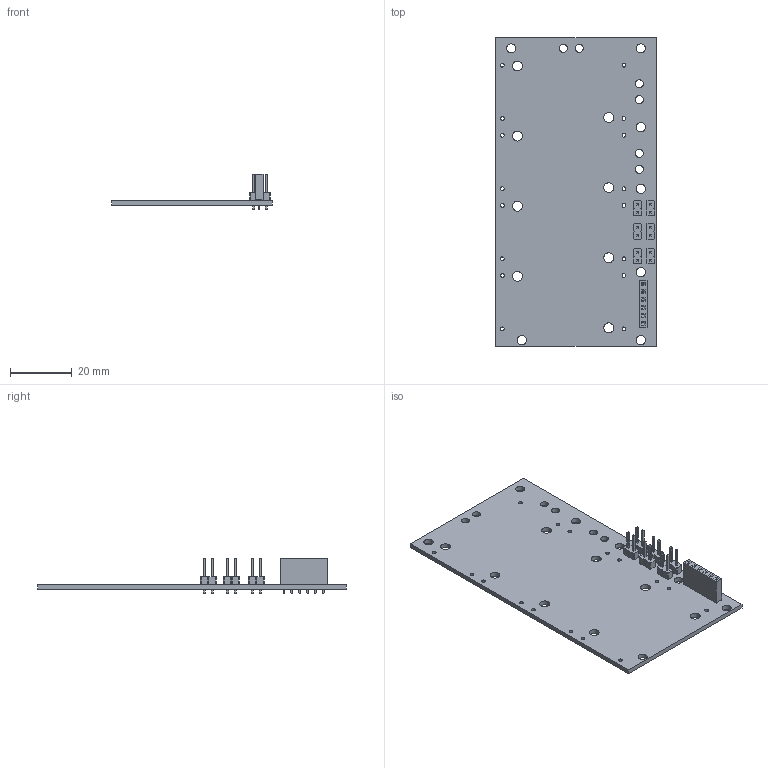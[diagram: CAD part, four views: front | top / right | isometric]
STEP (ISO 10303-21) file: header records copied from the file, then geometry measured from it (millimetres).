
FILE_DESCRIPTION(('KiCad electronic assembly'),'2;1');
FILE_NAME('Buck_InterFace.step','2025-04-09T15:22:49',('Pcbnew'),( 'Kicad'),'Open CASCADE STEP processor 7.6','KiCad to STEP converter' ,'Unknown');
FILE_SCHEMA(('AUTOMOTIVE_DESIGN { 1 0 10303 214 1 1 1 1 }'));
Length unit declared in the file: millimetre
Products named in the file (4): Buck_InterFace 1; PinHeader_1x02_P2.54mm_Vertical; PinSocket_1x06_P2.54mm_Vertical; Buck_InterFace_PCB
Assembly tree (8 placements, depth 2):
  Buck_InterFace 1
    PinHeader_1x02_P2.54mm_Vertical  x6
    PinSocket_1x06_P2.54mm_Vertical
    Buck_InterFace_PCB
Bounding box: 52 x 100 x 11.64 mm (x, y, z)
Volume: 8130.3 mm3; surface area: 12158.5 mm2
Topology: 8 solids, 8 shells, 539 faces, 1341 edges, 854 vertices
Faces by surface type: plane 484, cylinder 55
Full cylindrical faces by diameter (mm): 1 x18, 1.2 x16, 2.6 x6, 3 x7, 3.187 x4, 3.188 x4
Entity records: 8784 total; most frequent: CARTESIAN_POINT 1493, ORIENTED_EDGE 1462, DIRECTION 1417, EDGE_CURVE 731, LINE 621, VECTOR 621, VERTEX_POINT 474, FACE_BOUND 405
